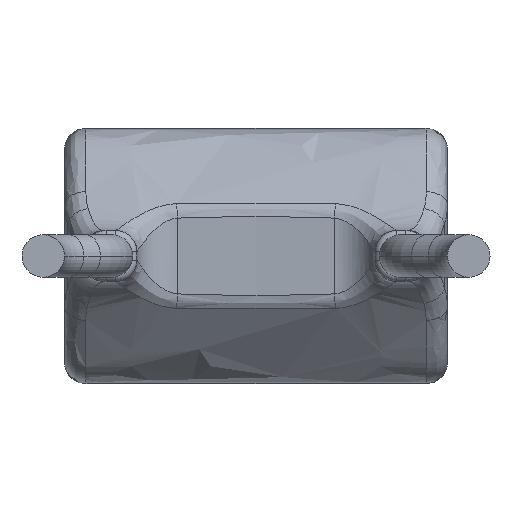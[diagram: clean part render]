
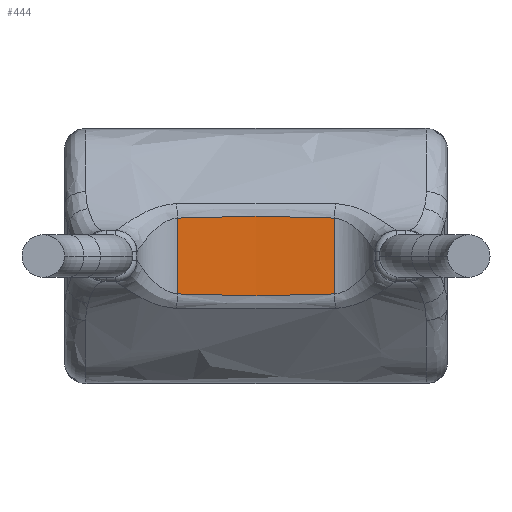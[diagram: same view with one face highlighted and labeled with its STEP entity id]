
A CAD part, front view. The second image highlights one B-rep face of the part: STEP entity #444.
In plain terms, the highlighted cylindrical face has radius 20.76 mm (diameter 41.52 mm), a partial arc.
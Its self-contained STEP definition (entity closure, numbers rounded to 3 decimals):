
#6 = DIRECTION ( 'NONE',  ( 0., 0., -1. ) ) ;
#113 = CARTESIAN_POINT ( 'NONE',  ( -0.922, 9.38, 1.5 ) ) ;
#184 = VECTOR ( 'NONE', #3286, 1000. ) ;
#264 = CARTESIAN_POINT ( 'NONE',  ( 0.922, 9.38, -0.445 ) ) ;
#280 = CARTESIAN_POINT ( 'NONE',  ( -0.922, 9.38, -0.445 ) ) ;
#440 = B_SPLINE_CURVE_WITH_KNOTS ( 'NONE', 3,
 ( #4757, #2063, #1514, #2042 ),
 .UNSPECIFIED., .F., .F.,
 ( 4, 4 ),
 ( 0., 0.002 ),
 .UNSPECIFIED. ) ;
#444 = ADVANCED_FACE ( 'NONE', ( #4033 ), #975, .F. ) ;
#710 = B_SPLINE_CURVE_WITH_KNOTS ( 'NONE', 3,
 ( #5461, #1862, #1837, #4121 ),
 .UNSPECIFIED., .F., .F.,
 ( 4, 4 ),
 ( 0., 0.002 ),
 .UNSPECIFIED. ) ;
#886 = VERTEX_POINT ( 'NONE', #280 ) ;
#975 = CYLINDRICAL_SURFACE ( 'NONE', #5361, 20.76 ) ;
#1119 = ORIENTED_EDGE ( 'NONE', *, *, #1691, .T. ) ;
#1514 = CARTESIAN_POINT ( 'NONE',  ( -0.308, 9.407, 0.475 ) ) ;
#1600 = VERTEX_POINT ( 'NONE', #3711 ) ;
#1656 = VECTOR ( 'NONE', #6, 1000. ) ;
#1691 = EDGE_CURVE ( 'NONE', #886, #3084, #710, .T. ) ;
#1837 = CARTESIAN_POINT ( 'NONE',  ( 0.308, 9.407, -0.475 ) ) ;
#1845 = CARTESIAN_POINT ( 'NONE',  ( 0.922, 9.38, 1.5 ) ) ;
#1862 = CARTESIAN_POINT ( 'NONE',  ( -0.308, 9.407, -0.475 ) ) ;
#2042 = CARTESIAN_POINT ( 'NONE',  ( -0.922, 9.38, 0.445 ) ) ;
#2063 = CARTESIAN_POINT ( 'NONE',  ( 0.308, 9.407, 0.475 ) ) ;
#2938 = EDGE_CURVE ( 'NONE', #3062, #3084, #3510, .T. ) ;
#3062 = VERTEX_POINT ( 'NONE', #3080 ) ;
#3080 = CARTESIAN_POINT ( 'NONE',  ( 0.922, 9.38, 0.445 ) ) ;
#3084 = VERTEX_POINT ( 'NONE', #264 ) ;
#3286 = DIRECTION ( 'NONE',  ( 0., 0., -1. ) ) ;
#3510 = LINE ( 'NONE', #1845, #1656 ) ;
#3711 = CARTESIAN_POINT ( 'NONE',  ( -0.922, 9.38, 0.445 ) ) ;
#4033 = FACE_OUTER_BOUND ( 'NONE', #5933, .T. ) ;
#4121 = CARTESIAN_POINT ( 'NONE',  ( 0.922, 9.38, -0.445 ) ) ;
#4215 = DIRECTION ( 'NONE',  ( -1., 0., 0. ) ) ;
#4478 = LINE ( 'NONE', #113, #184 ) ;
#4543 = ORIENTED_EDGE ( 'NONE', *, *, #5107, .T. ) ;
#4575 = ORIENTED_EDGE ( 'NONE', *, *, #2938, .F. ) ;
#4602 = EDGE_CURVE ( 'NONE', #1600, #886, #4478, .T. ) ;
#4749 = ORIENTED_EDGE ( 'NONE', *, *, #4602, .T. ) ;
#4757 = CARTESIAN_POINT ( 'NONE',  ( 0.922, 9.38, 0.445 ) ) ;
#5107 = EDGE_CURVE ( 'NONE', #3062, #1600, #440, .T. ) ;
#5132 = DIRECTION ( 'NONE',  ( 0., 0., -1. ) ) ;
#5170 = CARTESIAN_POINT ( 'NONE',  ( 0., -11.36, 1.5 ) ) ;
#5361 = AXIS2_PLACEMENT_3D ( 'NONE', #5170, #5132, #4215 ) ;
#5461 = CARTESIAN_POINT ( 'NONE',  ( -0.922, 9.38, -0.445 ) ) ;
#5933 = EDGE_LOOP ( 'NONE', ( #4575, #4543, #4749, #1119 ) ) ;
